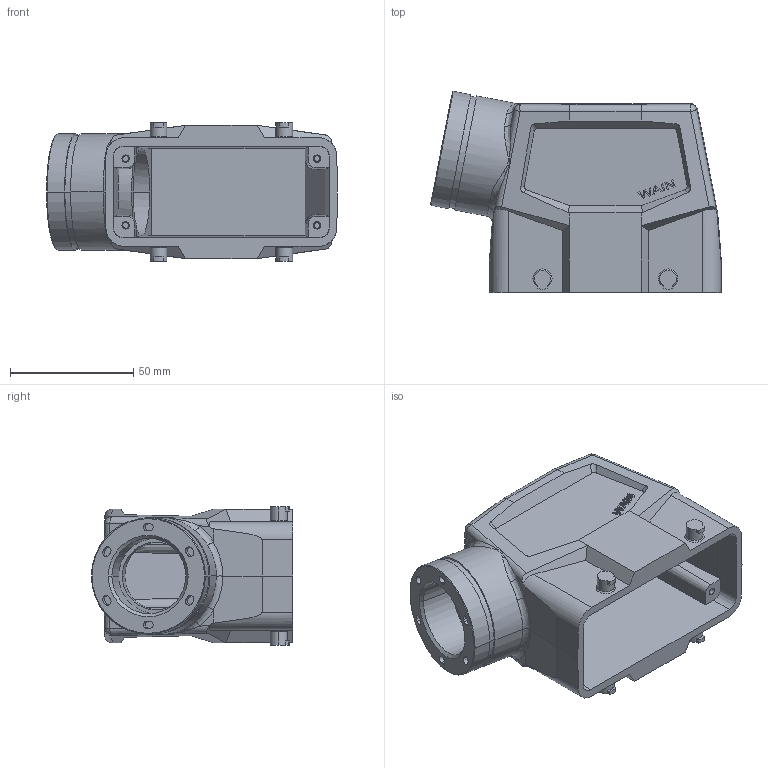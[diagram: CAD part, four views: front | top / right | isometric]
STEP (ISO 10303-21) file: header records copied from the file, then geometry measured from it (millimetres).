
FILE_DESCRIPTION((''),'2;1');
FILE_NAME('H16B_P-SEH-4B-M32_ASM_SW0001','2023-12-29T',('yp.zhu'),(''),'PRO/ENGINEER BY PARAMETRIC TECHNOLOGY CORPORATION, 2012480','PRO/ENGINEER BY PARAMETRIC TECHNOLOGY CORPORATION, 2012480','');
FILE_SCHEMA(('CONFIG_CONTROL_DESIGN'));
Length unit declared in the file: inch
Products named in the file (1): H16B_P-SEH-4B-M32_ASM_SW0001
Bounding box: 117.78 x 81.42 x 56 mm (x, y, z)
Volume: 128909.9 mm3; surface area: 53177.5 mm2
Topology: 1 solids, 1 shells, 384 faces, 1051 edges, 696 vertices
Faces by surface type: plane 202, cylinder 106, cone 36, bspline 20, extrusion 20
Entity records: 15839 total; most frequent: CARTESIAN_POINT 6235, ORIENTED_EDGE 2094, DIRECTION 1826, EDGE_CURVE 1047, VERTEX_POINT 696, VECTOR 618, AXIS2_PLACEMENT_3D 604, LINE 598
